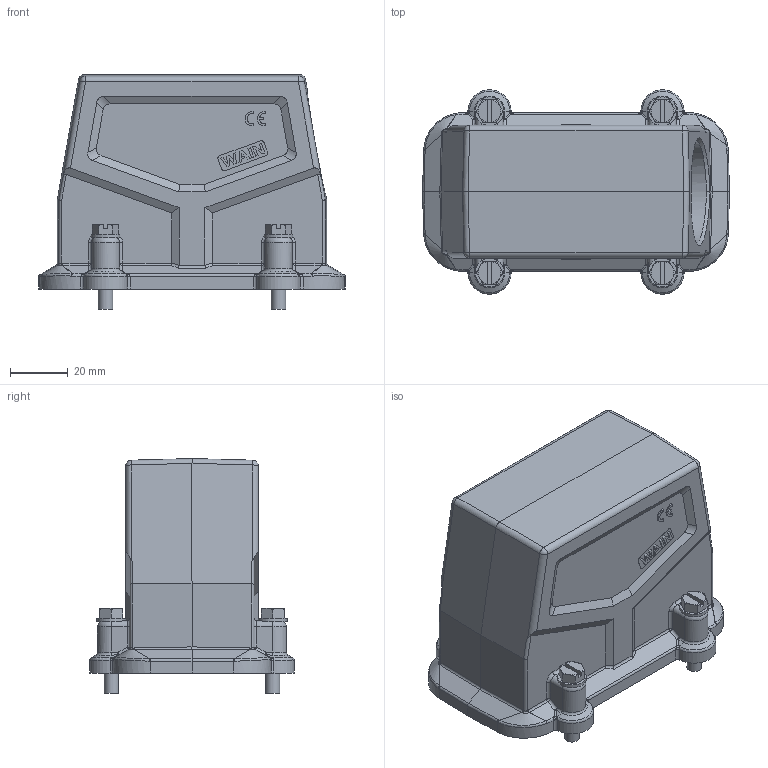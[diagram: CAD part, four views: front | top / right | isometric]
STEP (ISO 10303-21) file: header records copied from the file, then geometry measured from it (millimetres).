
FILE_DESCRIPTION(/* description */ (''),/* implementation_level */ '2;1');
FILE_NAME(/* name */ '3D_1112165305005_EMC.W16B-SEH-4S-PG29_V1.0_stp.stp',/* time_stamp */ '2024-03-19T14:59:46+08:00',/* author */ (''),/* organization */ (''),/* preprocessor_version */ 'ST-DEVELOPER v18.1',/* originating_system */ 'SIEMENS PLM Software NX 1980',/* authorisation */ '');
FILE_SCHEMA (('AUTOMOTIVE_DESIGN { 1 0 10303 214 3 1 1 1 }'));
Length unit declared in the file: millimetre
Products named in the file (1): 3D_1112165305005_EMC.W16B-SEH-4S-PG29_V1.0_stp
Bounding box: 106.5 x 71 x 81.5 mm (x, y, z)
Volume: 107196.5 mm3; surface area: 48879 mm2
Topology: 1 solids, 5 shells, 681 faces, 1703 edges, 1050 vertices
Faces by surface type: plane 277, cylinder 193, bspline 85, torus 50, cone 48, sphere 28
Full cylindrical faces by diameter (mm): 5 x8, 5.4 x4, 10 x4, 35.5 x1
Entity records: 22568 total; most frequent: CARTESIAN_POINT 7141, ORIENTED_EDGE 3254, DIRECTION 3083, EDGE_CURVE 1627, AXIS2_PLACEMENT_3D 1121, VERTEX_POINT 1025, LINE 841, VECTOR 841
